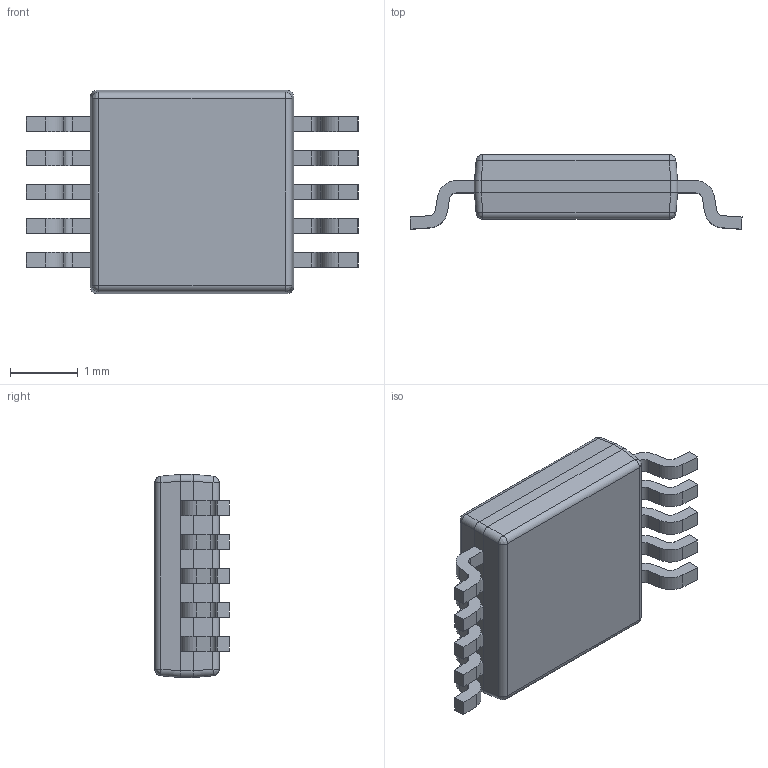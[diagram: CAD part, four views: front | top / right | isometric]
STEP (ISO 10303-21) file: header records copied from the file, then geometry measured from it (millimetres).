
FILE_DESCRIPTION (( 'STEP AP214' ), '1' );
FILE_NAME ('ADS1115IDGSR-v2.STEP', '2025-05-20T05:13:32', ( '' ), ( '' ), 'SwSTEP 2.0', 'SolidWorks 2020', '' );
FILE_SCHEMA (( 'AUTOMOTIVE_DESIGN' ));
Length unit declared in the file: millimetre
Products named in the file (1): ADS1115IDGSR-v2
Bounding box: 4.9 x 1.1 x 3 mm (x, y, z)
Volume: 8.8 mm3; surface area: 39.1 mm2
Topology: 12 solids, 12 shells, 277 faces, 680 edges, 440 vertices
Faces by surface type: plane 155, cylinder 64, bspline 58
Entity records: 11169 total; most frequent: CARTESIAN_POINT 4728, ORIENTED_EDGE 1360, DIRECTION 1124, EDGE_CURVE 680, LINE 460, VECTOR 460, VERTEX_POINT 440, AXIS2_PLACEMENT_3D 332
